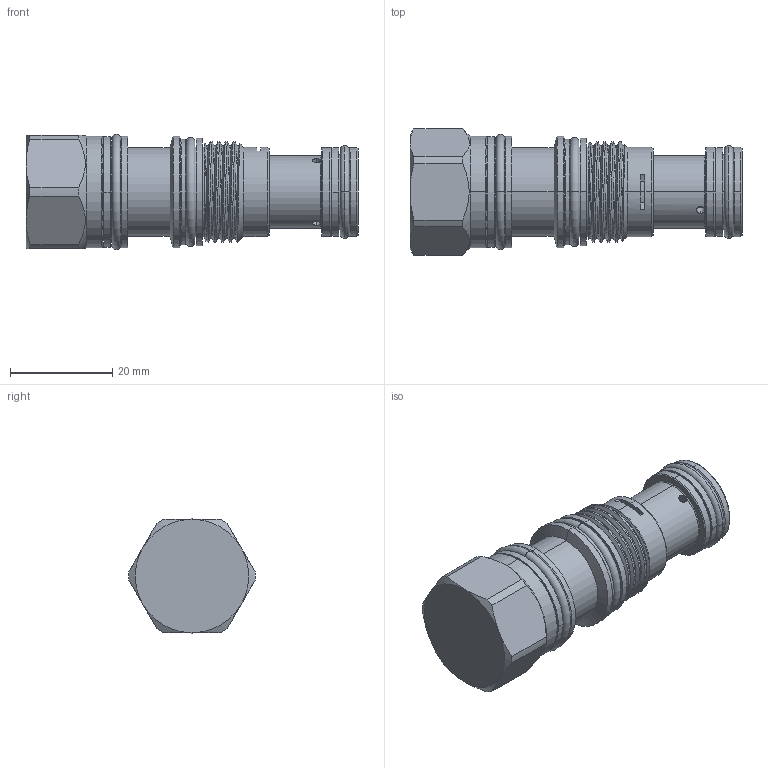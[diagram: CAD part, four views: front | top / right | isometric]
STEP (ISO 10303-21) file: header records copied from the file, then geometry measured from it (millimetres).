
FILE_DESCRIPTION (( 'STEP AP203' ), '1' );
FILE_NAME ('LR11A36-N.STEP', '2016-06-06T05:22:48', ( '' ), ( '' ), 'SwSTEP 2.0', 'SolidWorks 2012', '' );
FILE_SCHEMA (( 'CONFIG_CONTROL_DESIGN' ));
Length unit declared in the file: millimetre
Products named in the file (1): LR11A36-N
Bounding box: 65.03 x 24.79 x 22.55 mm (x, y, z)
Volume: 18276.8 mm3; surface area: 7423.6 mm2
Topology: 3 solids, 3 shells, 163 faces, 370 edges, 223 vertices
Faces by surface type: cylinder 73, torus 30, cone 30, plane 27, bspline 3
Entity records: 6100 total; most frequent: CARTESIAN_POINT 2425, DIRECTION 805, ORIENTED_EDGE 724, EDGE_CURVE 362, AXIS2_PLACEMENT_3D 353, VERTEX_POINT 219, CIRCLE 192, EDGE_LOOP 181
